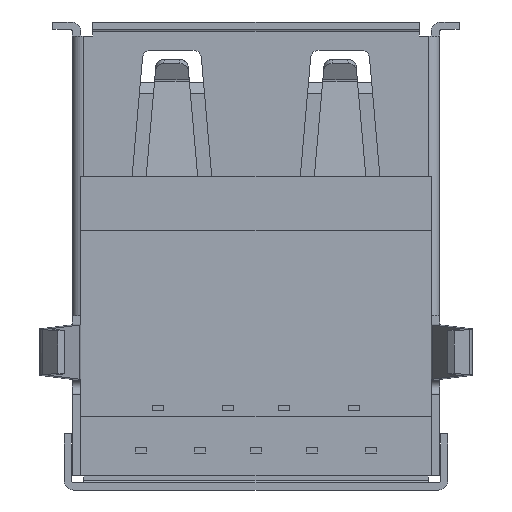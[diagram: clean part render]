
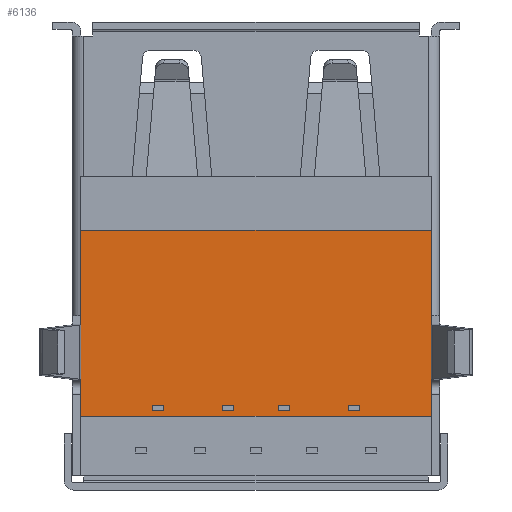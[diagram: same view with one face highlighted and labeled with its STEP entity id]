
A CAD part, front view. The second image highlights one B-rep face of the part: STEP entity #6136.
In plain terms, the highlighted planar face has unit normal (0, -1, 0).
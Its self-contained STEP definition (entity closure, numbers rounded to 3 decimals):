
#102 = LINE ( 'NONE', #10825, #4413 ) ;
#906 = CARTESIAN_POINT ( 'NONE',  ( -6.25, -3.9, -7.433 ) ) ;
#1643 = CARTESIAN_POINT ( 'NONE',  ( 6.25, -3.9, 0. ) ) ;
#4014 = VECTOR ( 'NONE', #14119, 1000. ) ;
#4413 = VECTOR ( 'NONE', #7127, 1000. ) ;
#5323 = DIRECTION ( 'NONE',  ( 0., 1., 0. ) ) ;
#6136 = ADVANCED_FACE ( 'NONE', ( #8549 ), #6923, .F. ) ;
#6923 = PLANE ( 'NONE',  #14827 ) ;
#7127 = DIRECTION ( 'NONE',  ( 1., 0., 0. ) ) ;
#7236 = VERTEX_POINT ( 'NONE', #16736 ) ;
#7579 = CARTESIAN_POINT ( 'NONE',  ( -6.25, -3.9, -14.073 ) ) ;
#8257 = DIRECTION ( 'NONE',  ( -1., 0., 0. ) ) ;
#8477 = CARTESIAN_POINT ( 'NONE',  ( 6.25, -3.9, -14.073 ) ) ;
#8549 = FACE_OUTER_BOUND ( 'NONE', #10068, .T. ) ;
#9239 = VERTEX_POINT ( 'NONE', #7579 ) ;
#10068 = EDGE_LOOP ( 'NONE', ( #11436, #18587, #14127, #19419 ) ) ;
#10825 = CARTESIAN_POINT ( 'NONE',  ( 6.25, -3.9, -7.433 ) ) ;
#10851 = DIRECTION ( 'NONE',  ( 0., 0., -1. ) ) ;
#11077 = CARTESIAN_POINT ( 'NONE',  ( -6.25, -3.9, 0. ) ) ;
#11119 = EDGE_CURVE ( 'NONE', #7236, #12505, #19775, .T. ) ;
#11436 = ORIENTED_EDGE ( 'NONE', *, *, #21930, .F. ) ;
#12358 = DIRECTION ( 'NONE',  ( 0., 0., 1. ) ) ;
#12505 = VERTEX_POINT ( 'NONE', #18018 ) ;
#13344 = LINE ( 'NONE', #8477, #22213 ) ;
#14119 = DIRECTION ( 'NONE',  ( 0., 0., -1. ) ) ;
#14127 = ORIENTED_EDGE ( 'NONE', *, *, #15665, .F. ) ;
#14661 = LINE ( 'NONE', #11077, #22159 ) ;
#14827 = AXIS2_PLACEMENT_3D ( 'NONE', #17680, #5323, #12358 ) ;
#15665 = EDGE_CURVE ( 'NONE', #17005, #7236, #102, .T. ) ;
#16736 = CARTESIAN_POINT ( 'NONE',  ( 6.25, -3.9, -7.433 ) ) ;
#16942 = EDGE_CURVE ( 'NONE', #17005, #9239, #14661, .T. ) ;
#17005 = VERTEX_POINT ( 'NONE', #906 ) ;
#17680 = CARTESIAN_POINT ( 'NONE',  ( 6.25, -3.9, -7.433 ) ) ;
#18018 = CARTESIAN_POINT ( 'NONE',  ( 6.25, -3.9, -14.073 ) ) ;
#18587 = ORIENTED_EDGE ( 'NONE', *, *, #11119, .F. ) ;
#19419 = ORIENTED_EDGE ( 'NONE', *, *, #16942, .T. ) ;
#19775 = LINE ( 'NONE', #1643, #4014 ) ;
#21930 = EDGE_CURVE ( 'NONE', #12505, #9239, #13344, .T. ) ;
#22159 = VECTOR ( 'NONE', #10851, 1000. ) ;
#22213 = VECTOR ( 'NONE', #8257, 1000. ) ;
